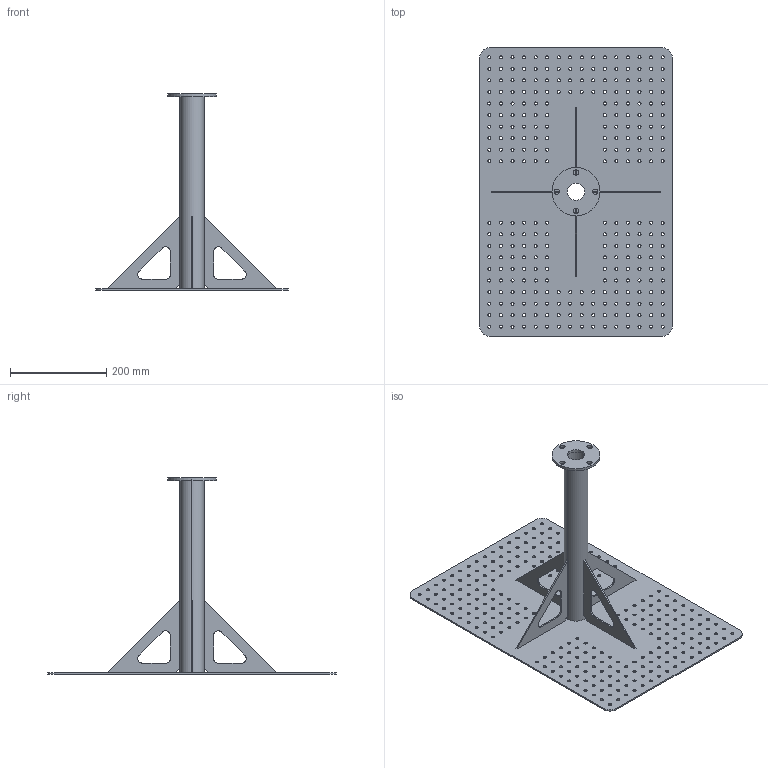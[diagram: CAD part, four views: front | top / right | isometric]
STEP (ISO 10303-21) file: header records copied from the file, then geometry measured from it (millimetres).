
FILE_DESCRIPTION (( 'STEP AP214' ), '1' );
FILE_NAME ('Ñáîðêà Óïîðà íà ðîâíóþ êðûøó..STEP', '2017-07-17T11:59:21', ( '' ), ( '' ), 'SwSTEP 2.0', 'SolidWorks 2017', '' );
FILE_SCHEMA (( 'AUTOMOTIVE_DESIGN' ));
Length unit declared in the file: millimetre
Products named in the file (5): 婑鳧氀; 砐儆闃; Òðóáà (êðóã); Îñíîâàíèå íà êðûøó; Ñáîðêà Óïîðà íà ðîâíóþ êðûøó.
Assembly tree (7 placements, depth 2):
  Ñáîðêà Óïîðà íà ðîâíóþ êðûøó.
    Îñíîâàíèå íà êðûøó
    Òðóáà (êðóã)
    砐儆闃  x4
    婑鳧氀
Bounding box: 400 x 600 x 409 mm (x, y, z)
Volume: 945881.8 mm3; surface area: 693343.4 mm2
Topology: 7 solids, 7 shells, 628 faces, 1842 edges, 1228 vertices
Faces by surface type: cylinder 582, plane 46
Entity records: 21739 total; most frequent: DIRECTION 4081, CARTESIAN_POINT 3504, ORIENTED_EDGE 3486, EDGE_CURVE 1743, AXIS2_PLACEMENT_3D 1739, VERTEX_POINT 1162, EDGE_LOOP 1149, CIRCLE 1140
